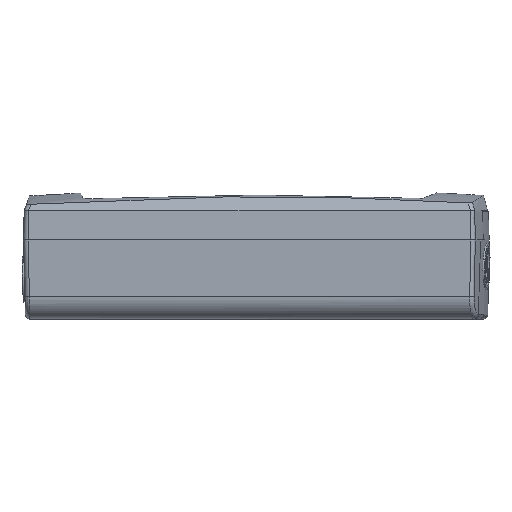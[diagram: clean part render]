
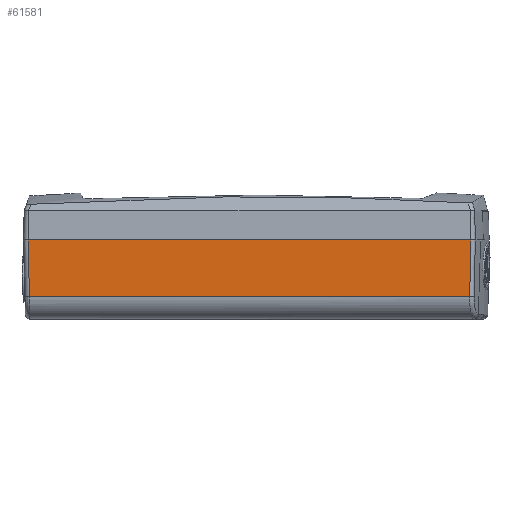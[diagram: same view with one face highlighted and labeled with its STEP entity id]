
A CAD part, left-side view. The second image highlights one B-rep face of the part: STEP entity #61581.
In plain terms, the highlighted planar face has unit normal (-1, 0, -0.026).
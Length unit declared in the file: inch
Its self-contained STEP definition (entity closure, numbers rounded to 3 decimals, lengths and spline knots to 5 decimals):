
#513 = LINE ( 'NONE', #54287, #37077 ) ;
#5686 = DIRECTION ( 'NONE',  ( 0.026, -0.026, -0.999 ) ) ;
#7687 = EDGE_CURVE ( 'NONE', #36281, #46066, #513, .T. ) ;
#7903 = CARTESIAN_POINT ( 'NONE',  ( -1.00778, 1.96862, 0.07874 ) ) ;
#13767 = AXIS2_PLACEMENT_3D ( 'NONE', #7903, #23194, #27358 ) ;
#15595 = EDGE_LOOP ( 'NONE', ( #62421, #18922, #21171, #31338 ) ) ;
#16985 = VECTOR ( 'NONE', #54898, 39.37008 ) ;
#17065 = VECTOR ( 'NONE', #5686, 39.37008 ) ;
#18104 = FACE_OUTER_BOUND ( 'NONE', #15595, .T. ) ;
#18922 = ORIENTED_EDGE ( 'NONE', *, *, #24340, .T. ) ;
#19054 = CARTESIAN_POINT ( 'NONE',  ( -0.99507, -1.7948, -0.40673 ) ) ;
#20038 = DIRECTION ( 'NONE',  ( 0., 1., 0. ) ) ;
#20322 = EDGE_CURVE ( 'NONE', #36281, #61484, #44626, .T. ) ;
#21171 = ORIENTED_EDGE ( 'NONE', *, *, #7687, .F. ) ;
#23194 = DIRECTION ( 'NONE',  ( -1., 0., -0.026 ) ) ;
#23930 = VECTOR ( 'NONE', #55920, 39.37008 ) ;
#24340 = EDGE_CURVE ( 'NONE', #63003, #46066, #40170, .T. ) ;
#27193 = CARTESIAN_POINT ( 'NONE',  ( -1.00778, 1.9902, 0.07874 ) ) ;
#27358 = DIRECTION ( 'NONE',  ( -0.026, 0., 1. ) ) ;
#31338 = ORIENTED_EDGE ( 'NONE', *, *, #20322, .T. ) ;
#36281 = VERTEX_POINT ( 'NONE', #19054 ) ;
#37077 = VECTOR ( 'NONE', #20038, 39.37008 ) ;
#37577 = PLANE ( 'NONE',  #13767 ) ;
#40170 = LINE ( 'NONE', #49495, #17065 ) ;
#44626 = LINE ( 'NONE', #49443, #16985 ) ;
#46066 = VERTEX_POINT ( 'NONE', #51539 ) ;
#49443 = CARTESIAN_POINT ( 'NONE',  ( -1.00778, -1.80467, 0.07874 ) ) ;
#49495 = CARTESIAN_POINT ( 'NONE',  ( -1.00778, 1.9902, 0.07874 ) ) ;
#51539 = CARTESIAN_POINT ( 'NONE',  ( -0.99507, 1.97748, -0.40673 ) ) ;
#53754 = CARTESIAN_POINT ( 'NONE',  ( -1.00778, -1.80467, 0.07874 ) ) ;
#54287 = CARTESIAN_POINT ( 'NONE',  ( -0.99507, 1.96862, -0.40673 ) ) ;
#54898 = DIRECTION ( 'NONE',  ( -0.026, -0.02, 0.999 ) ) ;
#55593 = LINE ( 'NONE', #62538, #23930 ) ;
#55920 = DIRECTION ( 'NONE',  ( 0., 1., 0. ) ) ;
#59440 = EDGE_CURVE ( 'NONE', #61484, #63003, #55593, .T. ) ;
#61484 = VERTEX_POINT ( 'NONE', #53754 ) ;
#61581 = ADVANCED_FACE ( 'NONE', ( #18104 ), #37577, .T. ) ;
#62421 = ORIENTED_EDGE ( 'NONE', *, *, #59440, .T. ) ;
#62538 = CARTESIAN_POINT ( 'NONE',  ( -1.00778, 1.96862, 0.07874 ) ) ;
#63003 = VERTEX_POINT ( 'NONE', #27193 ) ;
